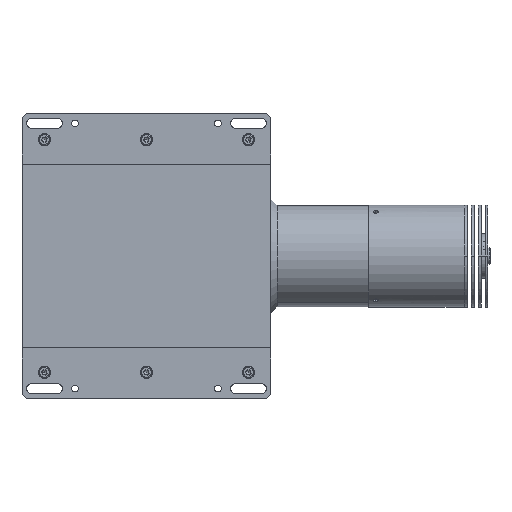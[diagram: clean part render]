
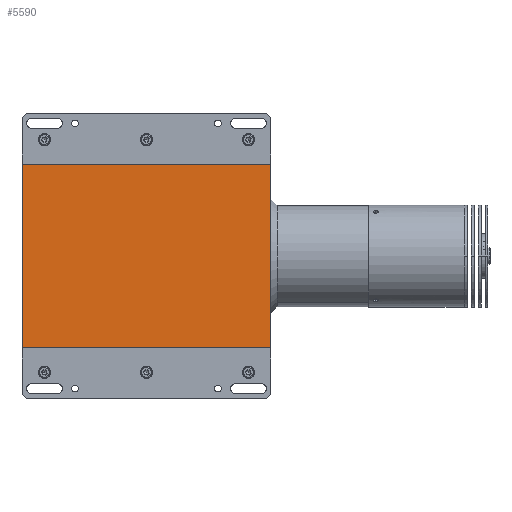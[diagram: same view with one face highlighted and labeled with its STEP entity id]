
A CAD part, top view. The second image highlights one B-rep face of the part: STEP entity #5590.
In plain terms, the highlighted planar face has unit normal (0, 0, 1).
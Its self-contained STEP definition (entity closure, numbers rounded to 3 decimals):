
#680 = DIRECTION ( 'NONE',  ( 0., 0., 1. ) ) ;
#1139 = EDGE_LOOP ( 'NONE', ( #16676, #16058, #16207, #16164 ) ) ;
#1557 = EDGE_CURVE ( 'NONE', #19794, #23767, #19382, .T. ) ;
#4286 = CARTESIAN_POINT ( 'NONE',  ( -1., 0., 121. ) ) ;
#4406 = VERTEX_POINT ( 'NONE', #17350 ) ;
#4791 = CARTESIAN_POINT ( 'NONE',  ( 60., 70., 121. ) ) ;
#4967 = DIRECTION ( 'NONE',  ( 0., -1., 0. ) ) ;
#5590 = ADVANCED_FACE ( 'NONE', ( #6694 ), #19604, .T. ) ;
#5722 = LINE ( 'NONE', #9784, #22693 ) ;
#6694 = FACE_OUTER_BOUND ( 'NONE', #1139, .T. ) ;
#7516 = LINE ( 'NONE', #15581, #17329 ) ;
#9359 = CARTESIAN_POINT ( 'NONE',  ( -80.697, 45., 121. ) ) ;
#9784 = CARTESIAN_POINT ( 'NONE',  ( -62., 70., 121. ) ) ;
#13014 = EDGE_CURVE ( 'NONE', #23767, #4406, #5722, .T. ) ;
#13264 = CARTESIAN_POINT ( 'NONE',  ( -62., 45., 121. ) ) ;
#15581 = CARTESIAN_POINT ( 'NONE',  ( -80.697, -45., 121. ) ) ;
#16058 = ORIENTED_EDGE ( 'NONE', *, *, #13014, .T. ) ;
#16164 = ORIENTED_EDGE ( 'NONE', *, *, #17734, .F. ) ;
#16207 = ORIENTED_EDGE ( 'NONE', *, *, #21359, .T. ) ;
#16478 = LINE ( 'NONE', #4791, #20943 ) ;
#16676 = ORIENTED_EDGE ( 'NONE', *, *, #1557, .T. ) ;
#17028 = DIRECTION ( 'NONE',  ( -1., 0., 0. ) ) ;
#17329 = VECTOR ( 'NONE', #21671, 1000. ) ;
#17350 = CARTESIAN_POINT ( 'NONE',  ( -62., -45., 121. ) ) ;
#17734 = EDGE_CURVE ( 'NONE', #19794, #23149, #16478, .T. ) ;
#19182 = DIRECTION ( 'NONE',  ( 0., -1., 0. ) ) ;
#19382 = LINE ( 'NONE', #9359, #21798 ) ;
#19582 = CARTESIAN_POINT ( 'NONE',  ( 60., 45., 121. ) ) ;
#19604 = PLANE ( 'NONE',  #22958 ) ;
#19794 = VERTEX_POINT ( 'NONE', #19582 ) ;
#20943 = VECTOR ( 'NONE', #4967, 1000. ) ;
#21359 = EDGE_CURVE ( 'NONE', #4406, #23149, #7516, .T. ) ;
#21671 = DIRECTION ( 'NONE',  ( 1., 0., 0. ) ) ;
#21798 = VECTOR ( 'NONE', #17028, 1000. ) ;
#22442 = CARTESIAN_POINT ( 'NONE',  ( 60., -45., 121. ) ) ;
#22693 = VECTOR ( 'NONE', #19182, 1000. ) ;
#22958 = AXIS2_PLACEMENT_3D ( 'NONE', #4286, #680, #23474 ) ;
#23149 = VERTEX_POINT ( 'NONE', #22442 ) ;
#23474 = DIRECTION ( 'NONE',  ( -1., 0., 0. ) ) ;
#23767 = VERTEX_POINT ( 'NONE', #13264 ) ;
